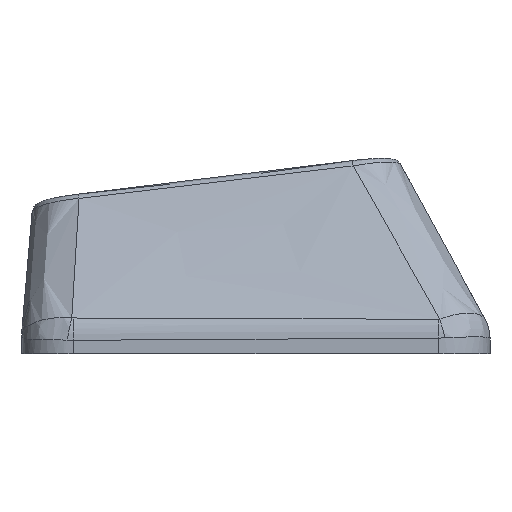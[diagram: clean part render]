
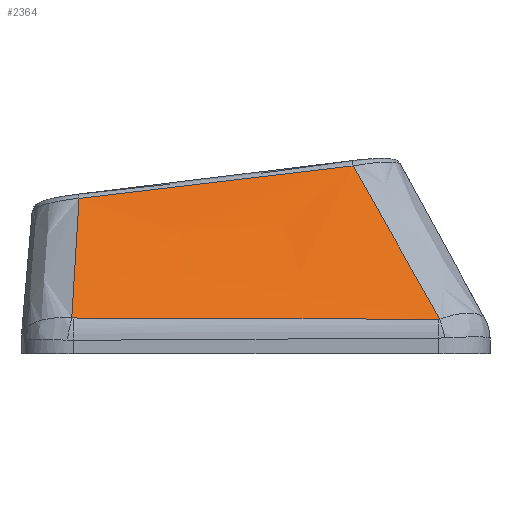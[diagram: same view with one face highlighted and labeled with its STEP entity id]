
A CAD part, left-side view. The second image highlights one B-rep face of the part: STEP entity #2364.
In plain terms, the highlighted free-form (B-spline) face has degree [3, 3] with [4, 4] control points.
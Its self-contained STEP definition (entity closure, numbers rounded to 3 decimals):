
#31=B_SPLINE_SURFACE_WITH_KNOTS('',3,3,((#5178,#5179,#5180,#5181),(#5182,
#5183,#5184,#5185),(#5186,#5187,#5188,#5189),(#5190,#5191,#5192,#5193)),
 .UNSPECIFIED.,.F.,.F.,.F.,(4,4),(4,4),(0.097,0.894),
(0.034,0.948),.UNSPECIFIED.);
#234=FACE_OUTER_BOUND('',#352,.T.);
#352=EDGE_LOOP('',(#1946,#1947,#1948,#1949,#1950,#1951));
#803=B_SPLINE_CURVE_WITH_KNOTS('',3,(#4856,#4857,#4858,#4859),
 .UNSPECIFIED.,.F.,.F.,(4,4),(0.,0.006),.UNSPECIFIED.);
#805=B_SPLINE_CURVE_WITH_KNOTS('',3,(#4883,#4884,#4885,#4886),
 .UNSPECIFIED.,.F.,.F.,(4,4),(0.,1.416),.UNSPECIFIED.);
#807=B_SPLINE_CURVE_WITH_KNOTS('',3,(#4910,#4911,#4912,#4913),
 .UNSPECIFIED.,.F.,.F.,(4,4),(0.,0.006),
 .UNSPECIFIED.);
#822=B_SPLINE_CURVE_WITH_KNOTS('',3,(#5195,#5196,#5197,#5198),
 .UNSPECIFIED.,.F.,.F.,(4,4),(0.028,0.788),
 .UNSPECIFIED.);
#823=B_SPLINE_CURVE_WITH_KNOTS('',3,(#5200,#5201,#5202,#5203),
 .UNSPECIFIED.,.F.,.F.,(4,4),(-1.071,0.),.UNSPECIFIED.);
#824=B_SPLINE_CURVE_WITH_KNOTS('',3,(#5204,#5205,#5206,#5207),
 .UNSPECIFIED.,.F.,.F.,(4,4),(-0.592,-0.024),
 .UNSPECIFIED.);
#1078=VERTEX_POINT('',#4818);
#1080=VERTEX_POINT('',#4849);
#1082=VERTEX_POINT('',#4876);
#1084=VERTEX_POINT('',#4903);
#1100=VERTEX_POINT('',#5194);
#1101=VERTEX_POINT('',#5199);
#1407=EDGE_CURVE('',#1078,#1080,#803,.T.);
#1410=EDGE_CURVE('',#1080,#1082,#805,.T.);
#1413=EDGE_CURVE('',#1082,#1084,#807,.T.);
#1437=EDGE_CURVE('',#1100,#1078,#822,.T.);
#1438=EDGE_CURVE('',#1101,#1100,#823,.T.);
#1439=EDGE_CURVE('',#1084,#1101,#824,.T.);
#1946=ORIENTED_EDGE('',*,*,#1413,.F.);
#1947=ORIENTED_EDGE('',*,*,#1410,.F.);
#1948=ORIENTED_EDGE('',*,*,#1407,.F.);
#1949=ORIENTED_EDGE('',*,*,#1437,.F.);
#1950=ORIENTED_EDGE('',*,*,#1438,.F.);
#1951=ORIENTED_EDGE('',*,*,#1439,.F.);
#2364=ADVANCED_FACE('',(#234),#31,.T.);
#4818=CARTESIAN_POINT('',(-20.793,-7.139,0.347));
#4849=CARTESIAN_POINT('',(-20.797,-7.077,0.34));
#4856=CARTESIAN_POINT('Ctrl Pts',(-20.793,-7.139,0.347));
#4857=CARTESIAN_POINT('Ctrl Pts',(-20.795,-7.119,0.342));
#4858=CARTESIAN_POINT('Ctrl Pts',(-20.797,-7.098,0.34));
#4859=CARTESIAN_POINT('Ctrl Pts',(-20.797,-7.077,0.34));
#4876=CARTESIAN_POINT('',(-20.712,7.087,0.389));
#4883=CARTESIAN_POINT('Ctrl Pts',(-20.797,-7.077,0.34));
#4884=CARTESIAN_POINT('Ctrl Pts',(-20.775,-2.356,0.355));
#4885=CARTESIAN_POINT('Ctrl Pts',(-20.748,2.365,0.372));
#4886=CARTESIAN_POINT('Ctrl Pts',(-20.712,7.087,0.389));
#4903=CARTESIAN_POINT('',(-20.708,7.148,0.395));
#4910=CARTESIAN_POINT('Ctrl Pts',(-20.712,7.087,0.389));
#4911=CARTESIAN_POINT('Ctrl Pts',(-20.712,7.107,0.389));
#4912=CARTESIAN_POINT('Ctrl Pts',(-20.71,7.128,0.391));
#4913=CARTESIAN_POINT('Ctrl Pts',(-20.708,7.148,0.395));
#5178=CARTESIAN_POINT('Ctrl Pts',(-17.445,-4.146,6.335));
#5179=CARTESIAN_POINT('Ctrl Pts',(-18.562,-5.145,4.337));
#5180=CARTESIAN_POINT('Ctrl Pts',(-19.679,-6.144,2.339));
#5181=CARTESIAN_POINT('Ctrl Pts',(-20.797,-7.142,0.34));
#5182=CARTESIAN_POINT('Ctrl Pts',(-17.445,-0.382,
5.893));
#5183=CARTESIAN_POINT('Ctrl Pts',(-18.562,-1.047,4.034));
#5184=CARTESIAN_POINT('Ctrl Pts',(-19.679,-1.713,2.175));
#5185=CARTESIAN_POINT('Ctrl Pts',(-20.797,-2.379,0.316));
#5186=CARTESIAN_POINT('Ctrl Pts',(-17.445,3.383,5.451));
#5187=CARTESIAN_POINT('Ctrl Pts',(-18.562,3.05,3.732));
#5188=CARTESIAN_POINT('Ctrl Pts',(-19.679,2.717,2.012));
#5189=CARTESIAN_POINT('Ctrl Pts',(-20.797,2.384,0.293));
#5190=CARTESIAN_POINT('Ctrl Pts',(-17.445,7.148,5.009));
#5191=CARTESIAN_POINT('Ctrl Pts',(-18.562,7.148,3.429));
#5192=CARTESIAN_POINT('Ctrl Pts',(-19.679,7.148,1.849));
#5193=CARTESIAN_POINT('Ctrl Pts',(-20.797,7.148,0.269));
#5194=CARTESIAN_POINT('',(-17.445,-3.764,6.29));
#5195=CARTESIAN_POINT('Ctrl Pts',(-17.445,-3.764,6.29));
#5196=CARTESIAN_POINT('Ctrl Pts',(-18.568,-4.896,4.315));
#5197=CARTESIAN_POINT('Ctrl Pts',(-19.682,-6.019,2.333));
#5198=CARTESIAN_POINT('Ctrl Pts',(-20.793,-7.139,0.347));
#5199=CARTESIAN_POINT('',(-17.453,6.867,5.03));
#5200=CARTESIAN_POINT('Ctrl Pts',(-17.453,6.867,5.03));
#5201=CARTESIAN_POINT('Ctrl Pts',(-17.451,3.323,5.448));
#5202=CARTESIAN_POINT('Ctrl Pts',(-17.448,-0.221,
5.868));
#5203=CARTESIAN_POINT('Ctrl Pts',(-17.445,-3.764,6.29));
#5204=CARTESIAN_POINT('Ctrl Pts',(-20.708,7.148,0.395));
#5205=CARTESIAN_POINT('Ctrl Pts',(-19.618,7.046,1.937));
#5206=CARTESIAN_POINT('Ctrl Pts',(-18.532,6.951,3.482));
#5207=CARTESIAN_POINT('Ctrl Pts',(-17.453,6.867,5.03));
